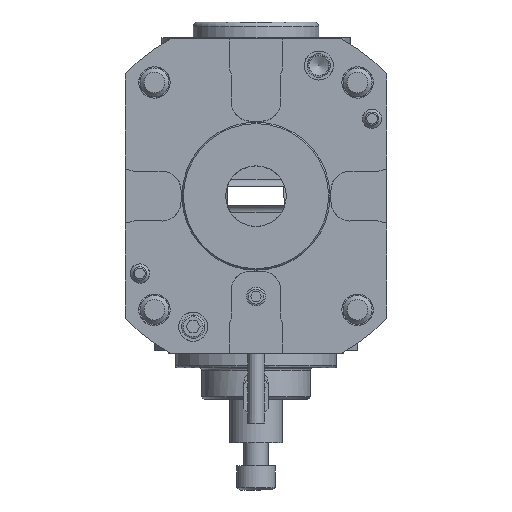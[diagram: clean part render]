
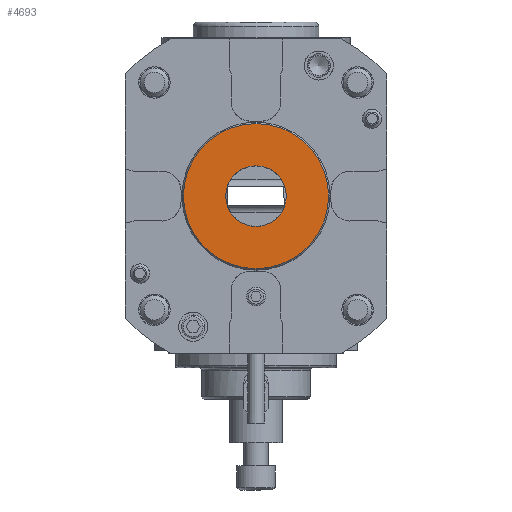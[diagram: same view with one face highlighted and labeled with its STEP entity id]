
A CAD part, left-side view. The second image highlights one B-rep face of the part: STEP entity #4693.
In plain terms, the highlighted conical face has half-angle 90 degrees and reference radius 30 mm.
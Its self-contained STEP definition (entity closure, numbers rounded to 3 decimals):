
#269 = EDGE_CURVE ( 'NONE', #2448, #2448, #11676, .T. ) ;
#442 = AXIS2_PLACEMENT_3D ( 'NONE', #13482, #1930, #11017 ) ;
#836 = VERTEX_POINT ( 'NONE', #7373 ) ;
#1930 = DIRECTION ( 'NONE',  ( -1., 0., 0. ) ) ;
#2275 = DIRECTION ( 'NONE',  ( -1., 0., 0. ) ) ;
#2448 = VERTEX_POINT ( 'NONE', #11533 ) ;
#3978 = DIRECTION ( 'NONE',  ( 0., 0., -1. ) ) ;
#4693 = ADVANCED_FACE ( 'NONE', ( #14444, #7892 ), #11466, .T. ) ;
#4749 = DIRECTION ( 'NONE',  ( 0., 0., 1. ) ) ;
#4888 = ORIENTED_EDGE ( 'NONE', *, *, #14505, .T. ) ;
#5184 = ORIENTED_EDGE ( 'NONE', *, *, #269, .F. ) ;
#6780 = DIRECTION ( 'NONE',  ( 1., 0., 0. ) ) ;
#7373 = CARTESIAN_POINT ( 'NONE',  ( -53., 0., 30. ) ) ;
#7771 = CIRCLE ( 'NONE', #442, 30. ) ;
#7892 = FACE_OUTER_BOUND ( 'NONE', #10823, .T. ) ;
#8154 = CARTESIAN_POINT ( 'NONE',  ( -53., 0., 0. ) ) ;
#8729 = CARTESIAN_POINT ( 'NONE',  ( -53., 0., 0. ) ) ;
#10325 = AXIS2_PLACEMENT_3D ( 'NONE', #8729, #2275, #4749 ) ;
#10823 = EDGE_LOOP ( 'NONE', ( #4888 ) ) ;
#11017 = DIRECTION ( 'NONE',  ( 0., 0., 1. ) ) ;
#11466 = CONICAL_SURFACE ( 'NONE', #15837, 30., 1.571 ) ;
#11533 = CARTESIAN_POINT ( 'NONE',  ( -53., 0., 12.5 ) ) ;
#11676 = CIRCLE ( 'NONE', #10325, 12.5 ) ;
#13482 = CARTESIAN_POINT ( 'NONE',  ( -53., 0., 0. ) ) ;
#14444 = FACE_BOUND ( 'NONE', #15954, .T. ) ;
#14505 = EDGE_CURVE ( 'NONE', #836, #836, #7771, .T. ) ;
#15837 = AXIS2_PLACEMENT_3D ( 'NONE', #8154, #6780, #3978 ) ;
#15954 = EDGE_LOOP ( 'NONE', ( #5184 ) ) ;
